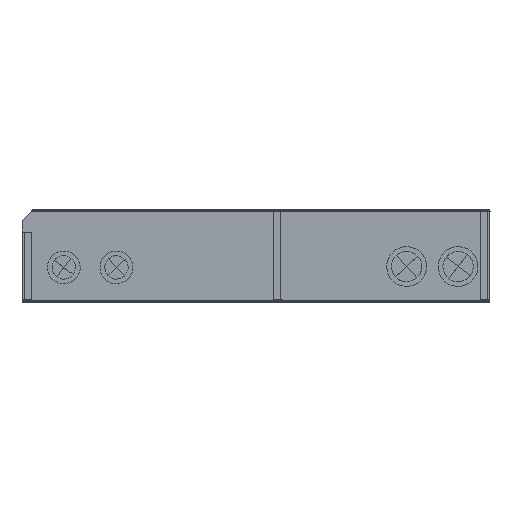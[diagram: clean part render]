
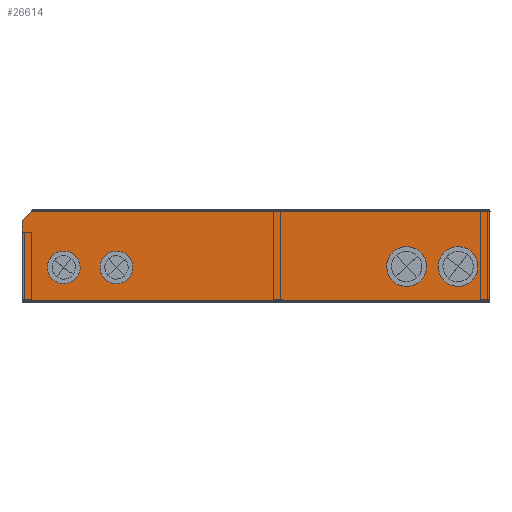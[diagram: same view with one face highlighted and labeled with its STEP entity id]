
A CAD part, front view. The second image highlights one B-rep face of the part: STEP entity #26614.
In plain terms, the highlighted face is planar.
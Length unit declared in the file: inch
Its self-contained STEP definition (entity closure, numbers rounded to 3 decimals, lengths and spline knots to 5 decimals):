
#29 = CARTESIAN_POINT ( 'NONE',  ( -8.84375, 1.17267, -1.07283 ) ) ;
#393 = EDGE_CURVE ( 'NONE', #527, #36440, #25870, .T. ) ;
#527 = VERTEX_POINT ( 'NONE', #38573 ) ;
#819 = CARTESIAN_POINT ( 'NONE',  ( -8.84375, 0.6707, -12.57031 ) ) ;
#2314 = DIRECTION ( 'NONE',  ( 0., 1., 0. ) ) ;
#3959 = ORIENTED_EDGE ( 'NONE', *, *, #42784, .F. ) ;
#4664 = DIRECTION ( 'NONE',  ( 0., 0.707, 0.707 ) ) ;
#4805 = DIRECTION ( 'NONE',  ( -1., 0., 0. ) ) ;
#5351 = VERTEX_POINT ( 'NONE', #16607 ) ;
#5784 = VECTOR ( 'NONE', #41601, 39.37008 ) ;
#6140 = VERTEX_POINT ( 'NONE', #40843 ) ;
#7188 = CARTESIAN_POINT ( 'NONE',  ( -8.84375, 0., -15.74803 ) ) ;
#7858 = VERTEX_POINT ( 'NONE', #22946 ) ;
#7864 = CIRCLE ( 'NONE', #34567, 0.47244 ) ;
#8021 = VERTEX_POINT ( 'NONE', #32590 ) ;
#8130 = EDGE_LOOP ( 'NONE', ( #37239, #30359 ) ) ;
#8327 = CARTESIAN_POINT ( 'NONE',  ( -8.84375, 1.17267, -2.80512 ) ) ;
#8507 = VERTEX_POINT ( 'NONE', #31408 ) ;
#8539 = CARTESIAN_POINT ( 'NONE',  ( -8.84375, 1.61559, -14.34196 ) ) ;
#8578 = ORIENTED_EDGE ( 'NONE', *, *, #37992, .F. ) ;
#9257 = AXIS2_PLACEMENT_3D ( 'NONE', #26369, #13028, #26823 ) ;
#10170 = CARTESIAN_POINT ( 'NONE',  ( -8.84375, 3.03401, 0. ) ) ;
#10229 = CARTESIAN_POINT ( 'NONE',  ( -8.84375, 3.10181, 0. ) ) ;
#10669 = DIRECTION ( 'NONE',  ( 0., -1., 0. ) ) ;
#10815 = FACE_BOUND ( 'NONE', #8130, .T. ) ;
#10826 = CARTESIAN_POINT ( 'NONE',  ( -8.84375, 0.02, 0. ) ) ;
#10914 = EDGE_CURVE ( 'NONE', #8021, #22124, #14000, .T. ) ;
#11177 = EDGE_CURVE ( 'NONE', #36440, #527, #34247, .T. ) ;
#12380 = CARTESIAN_POINT ( 'NONE',  ( -8.84375, 3.03401, 0. ) ) ;
#12969 = CARTESIAN_POINT ( 'NONE',  ( -8.84375, 1.14314, -14.34196 ) ) ;
#13028 = DIRECTION ( 'NONE',  ( -1., 0., 0. ) ) ;
#13400 = ORIENTED_EDGE ( 'NONE', *, *, #10914, .F. ) ;
#14000 = CIRCLE ( 'NONE', #19071, 0.59055 ) ;
#14230 = ORIENTED_EDGE ( 'NONE', *, *, #30516, .F. ) ;
#14722 = VERTEX_POINT ( 'NONE', #8539 ) ;
#14823 = CARTESIAN_POINT ( 'NONE',  ( -8.84375, 3.35012, -15.10601 ) ) ;
#15095 = LINE ( 'NONE', #10826, #18427 ) ;
#15323 = DIRECTION ( 'NONE',  ( 0., 1., 0. ) ) ;
#15983 = DIRECTION ( 'NONE',  ( 0., 1., 0. ) ) ;
#16028 = CIRCLE ( 'NONE', #25437, 0.59055 ) ;
#16515 = AXIS2_PLACEMENT_3D ( 'NONE', #38413, #44340, #34162 ) ;
#16607 = CARTESIAN_POINT ( 'NONE',  ( -8.84375, 0.02, -15.74803 ) ) ;
#17096 = CARTESIAN_POINT ( 'NONE',  ( -8.84375, 0.02, 0. ) ) ;
#17423 = DIRECTION ( 'NONE',  ( 0., 1., 0. ) ) ;
#17437 = DIRECTION ( 'NONE',  ( 0., 1., 0. ) ) ;
#17446 = EDGE_CURVE ( 'NONE', #37848, #28307, #30513, .T. ) ;
#17641 = DIRECTION ( 'NONE',  ( -1., 0., 0. ) ) ;
#18427 = VECTOR ( 'NONE', #35907, 39.37008 ) ;
#18444 = EDGE_LOOP ( 'NONE', ( #22078, #44549 ) ) ;
#18711 = DIRECTION ( 'NONE',  ( -1., 0., 0. ) ) ;
#18724 = EDGE_CURVE ( 'NONE', #37848, #30643, #28083, .T. ) ;
#19071 = AXIS2_PLACEMENT_3D ( 'NONE', #35775, #4805, #2314 ) ;
#19146 = VERTEX_POINT ( 'NONE', #819 ) ;
#19257 = CARTESIAN_POINT ( 'NONE',  ( -8.84375, 0.58212, -1.07283 ) ) ;
#20477 = AXIS2_PLACEMENT_3D ( 'NONE', #29, #17641, #17423 ) ;
#20890 = EDGE_CURVE ( 'NONE', #19146, #7858, #27360, .T. ) ;
#20956 = EDGE_CURVE ( 'NONE', #7858, #19146, #33136, .T. ) ;
#22078 = ORIENTED_EDGE ( 'NONE', *, *, #393, .F. ) ;
#22124 = VERTEX_POINT ( 'NONE', #39157 ) ;
#22527 = EDGE_LOOP ( 'NONE', ( #13400, #14230 ) ) ;
#22946 = CARTESIAN_POINT ( 'NONE',  ( -8.84375, 1.61559, -12.57031 ) ) ;
#24432 = DIRECTION ( 'NONE',  ( -1., 0., 0. ) ) ;
#24597 = FACE_BOUND ( 'NONE', #22527, .T. ) ;
#24882 = CARTESIAN_POINT ( 'NONE',  ( -8.84375, 1.14314, -12.57031 ) ) ;
#25003 = LINE ( 'NONE', #14823, #28395 ) ;
#25259 = ORIENTED_EDGE ( 'NONE', *, *, #39458, .F. ) ;
#25437 = AXIS2_PLACEMENT_3D ( 'NONE', #8327, #18711, #15323 ) ;
#25870 = CIRCLE ( 'NONE', #9257, 0.59055 ) ;
#26202 = EDGE_CURVE ( 'NONE', #6140, #14722, #7864, .T. ) ;
#26369 = CARTESIAN_POINT ( 'NONE',  ( -8.84375, 1.17267, -1.07283 ) ) ;
#26389 = DIRECTION ( 'NONE',  ( -1., 0., 0. ) ) ;
#26528 = EDGE_LOOP ( 'NONE', ( #39012, #8578, #36042, #3959, #35623 ) ) ;
#26606 = CARTESIAN_POINT ( 'NONE',  ( -8.84375, 1.14314, -14.34196 ) ) ;
#26614 = ADVANCED_FACE ( 'NONE', ( #10815, #30543, #26928, #24597, #30088 ), #40751, .F. ) ;
#26823 = DIRECTION ( 'NONE',  ( 0., 1., 0. ) ) ;
#26928 = FACE_BOUND ( 'NONE', #18444, .T. ) ;
#26964 = CIRCLE ( 'NONE', #37838, 0.47244 ) ;
#27360 = CIRCLE ( 'NONE', #44699, 0.47244 ) ;
#27391 = DIRECTION ( 'NONE',  ( 0., 1., 0. ) ) ;
#27437 = CARTESIAN_POINT ( 'NONE',  ( -8.84375, 3.03401, -15.42213 ) ) ;
#28083 = LINE ( 'NONE', #10229, #34563 ) ;
#28285 = DIRECTION ( 'NONE',  ( -1., 0., 0. ) ) ;
#28307 = VERTEX_POINT ( 'NONE', #27437 ) ;
#28395 = VECTOR ( 'NONE', #4664, 39.37008 ) ;
#30088 = FACE_OUTER_BOUND ( 'NONE', #26528, .T. ) ;
#30359 = ORIENTED_EDGE ( 'NONE', *, *, #20890, .F. ) ;
#30513 = LINE ( 'NONE', #10170, #5784 ) ;
#30516 = EDGE_CURVE ( 'NONE', #22124, #8021, #16028, .T. ) ;
#30543 = FACE_BOUND ( 'NONE', #35151, .T. ) ;
#30643 = VERTEX_POINT ( 'NONE', #17096 ) ;
#30689 = DIRECTION ( 'NONE',  ( 0., 1., 0. ) ) ;
#31408 = CARTESIAN_POINT ( 'NONE',  ( -8.84375, 2.70811, -15.74803 ) ) ;
#31676 = AXIS2_PLACEMENT_3D ( 'NONE', #44573, #28285, #27391 ) ;
#32590 = CARTESIAN_POINT ( 'NONE',  ( -8.84375, 1.76322, -2.80512 ) ) ;
#33136 = CIRCLE ( 'NONE', #31676, 0.47244 ) ;
#33675 = EDGE_CURVE ( 'NONE', #5351, #8507, #41340, .T. ) ;
#34162 = DIRECTION ( 'NONE',  ( 0., 1., 0. ) ) ;
#34247 = CIRCLE ( 'NONE', #20477, 0.59055 ) ;
#34563 = VECTOR ( 'NONE', #10669, 39.37008 ) ;
#34567 = AXIS2_PLACEMENT_3D ( 'NONE', #12969, #41463, #43960 ) ;
#35151 = EDGE_LOOP ( 'NONE', ( #25259, #41942 ) ) ;
#35623 = ORIENTED_EDGE ( 'NONE', *, *, #18724, .F. ) ;
#35775 = CARTESIAN_POINT ( 'NONE',  ( -8.84375, 1.17267, -2.80512 ) ) ;
#35907 = DIRECTION ( 'NONE',  ( 0., 0., -1. ) ) ;
#36042 = ORIENTED_EDGE ( 'NONE', *, *, #33675, .F. ) ;
#36440 = VERTEX_POINT ( 'NONE', #19257 ) ;
#37239 = ORIENTED_EDGE ( 'NONE', *, *, #20956, .F. ) ;
#37838 = AXIS2_PLACEMENT_3D ( 'NONE', #26606, #26389, #15983 ) ;
#37848 = VERTEX_POINT ( 'NONE', #12380 ) ;
#37992 = EDGE_CURVE ( 'NONE', #8507, #28307, #25003, .T. ) ;
#38413 = CARTESIAN_POINT ( 'NONE',  ( -8.84375, 0., 0. ) ) ;
#38573 = CARTESIAN_POINT ( 'NONE',  ( -8.84375, 1.76322, -1.07283 ) ) ;
#39012 = ORIENTED_EDGE ( 'NONE', *, *, #17446, .T. ) ;
#39157 = CARTESIAN_POINT ( 'NONE',  ( -8.84375, 0.58212, -2.80512 ) ) ;
#39458 = EDGE_CURVE ( 'NONE', #14722, #6140, #26964, .T. ) ;
#40440 = VECTOR ( 'NONE', #30689, 39.37008 ) ;
#40751 = PLANE ( 'NONE',  #16515 ) ;
#40843 = CARTESIAN_POINT ( 'NONE',  ( -8.84375, 0.6707, -14.34196 ) ) ;
#41340 = LINE ( 'NONE', #7188, #40440 ) ;
#41463 = DIRECTION ( 'NONE',  ( -1., 0., 0. ) ) ;
#41601 = DIRECTION ( 'NONE',  ( 0., 0., -1. ) ) ;
#41942 = ORIENTED_EDGE ( 'NONE', *, *, #26202, .F. ) ;
#42784 = EDGE_CURVE ( 'NONE', #30643, #5351, #15095, .T. ) ;
#43960 = DIRECTION ( 'NONE',  ( 0., 1., 0. ) ) ;
#44340 = DIRECTION ( 'NONE',  ( 1., 0., 0. ) ) ;
#44549 = ORIENTED_EDGE ( 'NONE', *, *, #11177, .F. ) ;
#44573 = CARTESIAN_POINT ( 'NONE',  ( -8.84375, 1.14314, -12.57031 ) ) ;
#44699 = AXIS2_PLACEMENT_3D ( 'NONE', #24882, #24432, #17437 ) ;
